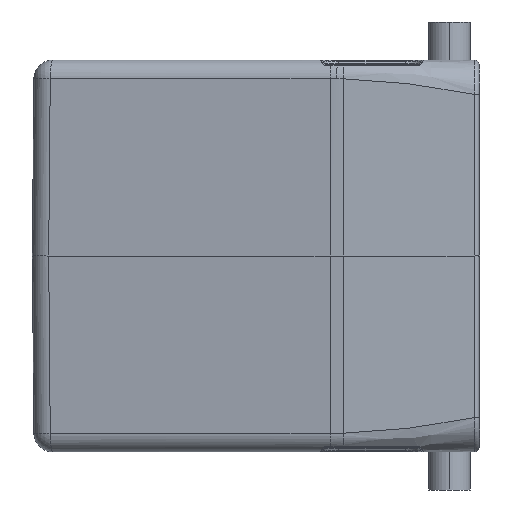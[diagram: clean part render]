
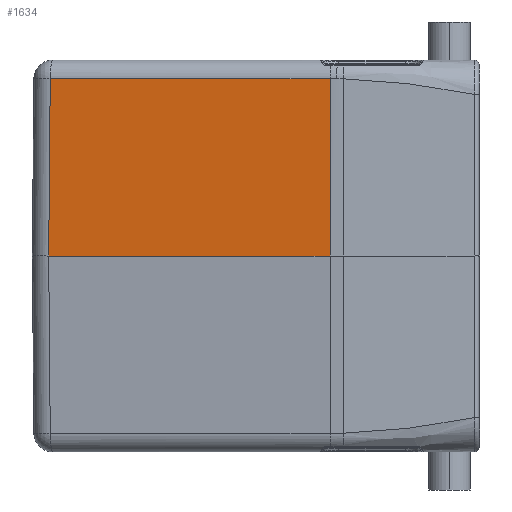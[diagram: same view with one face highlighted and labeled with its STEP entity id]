
A CAD part, left-side view. The second image highlights one B-rep face of the part: STEP entity #1634.
In plain terms, the highlighted planar face has unit normal (-0.99, 0.139, 0.009).
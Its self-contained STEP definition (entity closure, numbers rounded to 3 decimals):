
#976=FACE_OUTER_BOUND('',#3128,.T.);
#1634=ADVANCED_FACE('',(#976),#1953,.T.);
#1953=PLANE('',#11580);
#3128=EDGE_LOOP('',(#6131,#6132,#6133,#6134));
#6131=ORIENTED_EDGE('',*,*,#8911,.T.);
#6132=ORIENTED_EDGE('',*,*,#8912,.F.);
#6133=ORIENTED_EDGE('',*,*,#8889,.F.);
#6134=ORIENTED_EDGE('',*,*,#8910,.F.);
#7453=VERTEX_POINT('',#20484);
#7456=VERTEX_POINT('',#20491);
#7470=VERTEX_POINT('',#20663);
#7471=VERTEX_POINT('',#20667);
#8889=EDGE_CURVE('',#7456,#7453,#9789,.T.);
#8910=EDGE_CURVE('',#7470,#7456,#9793,.T.);
#8911=EDGE_CURVE('',#7470,#7471,#9794,.T.);
#8912=EDGE_CURVE('',#7453,#7471,#9795,.T.);
#9789=LINE('',#20492,#10566);
#9793=LINE('',#20664,#10570);
#9794=LINE('',#20666,#10571);
#9795=LINE('',#20668,#10572);
#10566=VECTOR('',#14238,1.);
#10570=VECTOR('',#14256,1.);
#10571=VECTOR('',#14259,1.);
#10572=VECTOR('',#14260,1.);
#11580=AXIS2_PLACEMENT_3D('',#20669,#14261,#14262);
#14238=DIRECTION('',(-0.009,0.001,-1.));
#14256=DIRECTION('',(-0.139,-0.99,0.));
#14259=DIRECTION('',(-0.008,0.009,-1.));
#14260=DIRECTION('',(0.139,0.99,0.));
#14261=DIRECTION('',(-0.99,0.139,0.009));
#14262=DIRECTION('',(-0.139,-0.99,0.));
#20484=CARTESIAN_POINT('',(-46.805,-15.653,0.));
#20491=CARTESIAN_POINT('',(-46.48,-15.676,37.285));
#20492=CARTESIAN_POINT('',(-46.48,-15.676,37.285));
#20663=CARTESIAN_POINT('',(-38.201,43.231,37.285));
#20664=CARTESIAN_POINT('',(-38.201,43.231,37.285));
#20666=CARTESIAN_POINT('',(-38.201,43.231,37.285));
#20667=CARTESIAN_POINT('',(-38.484,43.557,0.));
#20668=CARTESIAN_POINT('',(-46.805,-15.653,0.));
#20669=CARTESIAN_POINT('',(-38.,47.,0.));
